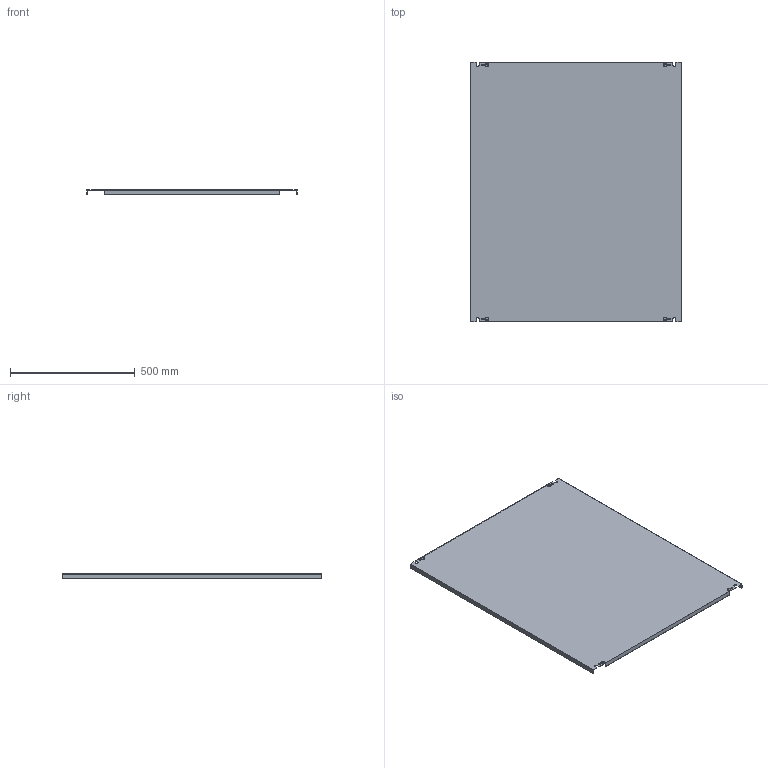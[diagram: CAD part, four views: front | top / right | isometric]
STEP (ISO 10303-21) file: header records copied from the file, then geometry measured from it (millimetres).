
FILE_DESCRIPTION (( 'STEP AP214' ), '1' );
FILE_NAME ('0331-9110-00-13.step', '2022-06-08T11:56:43', ( '' ), ( '' ), 'SwSTEP 2.0', 'SolidWorks 2019', '' );
FILE_SCHEMA (( 'AUTOMOTIVE_DESIGN' ));
Length unit declared in the file: millimetre
Products named in the file (1): 0331-9110-00-13
Bounding box: 845 x 1040 x 20 mm (x, y, z)
Volume: 2347489.7 mm3; surface area: 1889640.6 mm2
Topology: 1 solids, 1 shells, 150 faces, 456 edges, 304 vertices
Faces by surface type: plane 122, cylinder 28
Entity records: 5218 total; most frequent: ORIENTED_EDGE 912, CARTESIAN_POINT 911, DIRECTION 846, EDGE_CURVE 456, LINE 368, VECTOR 368, VERTEX_POINT 304, AXIS2_PLACEMENT_3D 239
